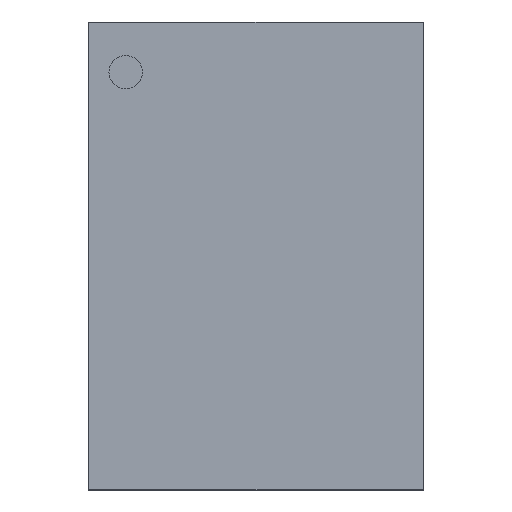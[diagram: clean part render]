
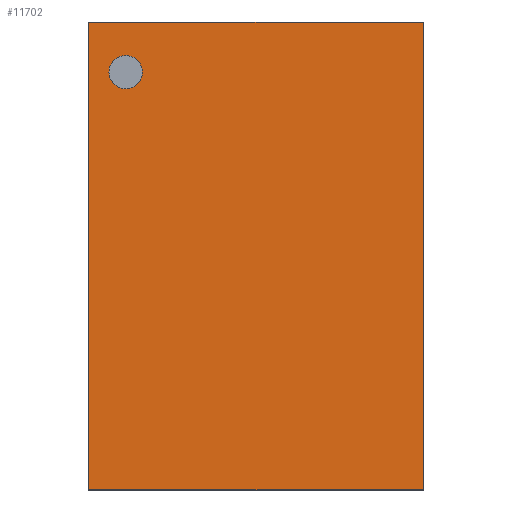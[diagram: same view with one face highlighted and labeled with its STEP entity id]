
A CAD part, top view. The second image highlights one B-rep face of the part: STEP entity #11702.
In plain terms, the highlighted free-form (B-spline) face has degree [1, 1] with [2, 2] control points.
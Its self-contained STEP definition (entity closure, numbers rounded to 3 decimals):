
#11588=CARTESIAN_POINT('',(-1.7,2.75,0.8));
#11589=VERTEX_POINT('',#11588);
#11598=CARTESIAN_POINT('',(-2.2,2.75,0.8));
#11599=VERTEX_POINT('',#11598);
#11600=CARTESIAN_POINT('',(-1.95,2.75,0.8));
#11601=DIRECTION('',(0.0,0.0,-1.0));
#11602=DIRECTION('',(1.0,0.0,0.0));
#11603=AXIS2_PLACEMENT_3D('',#11600,#11601,#11602);
#11604=CIRCLE('',#11603,0.25);
#11605=EDGE_CURVE('',#11599,#11589,#11604,.T.);
#11639=CARTESIAN_POINT('',(-1.95,2.75,0.8));
#11640=DIRECTION('',(0.0,0.0,-1.0));
#11641=DIRECTION('',(1.0,0.0,0.0));
#11642=AXIS2_PLACEMENT_3D('',#11639,#11640,#11641);
#11643=CIRCLE('',#11642,0.25);
#11644=EDGE_CURVE('',#11589,#11599,#11643,.T.);
#11659=CARTESIAN_POINT('',(-2.5,-3.5,0.8));
#11660=CARTESIAN_POINT('',(2.5,-3.5,0.8));
#11661=CARTESIAN_POINT('',(-2.5,3.5,0.8));
#11662=CARTESIAN_POINT('',(2.5,3.5,0.8));
#11663=B_SPLINE_SURFACE_WITH_KNOTS('',1,1,((#11659,#11661),(#11660,#11662)),.UNSPECIFIED.,.F.,.F.,.U.,(2,2),(2,2),(0.0,5.0),(0.0,7.0),.UNSPECIFIED.);
#11664=CARTESIAN_POINT('',(2.5,3.5,0.8));
#11665=VERTEX_POINT('',#11664);
#11666=CARTESIAN_POINT('',(2.5,-3.5,0.8));
#11667=VERTEX_POINT('',#11666);
#11668=CARTESIAN_POINT('',(2.5,3.5,0.8));
#11669=DIRECTION('',(0.0,-1.0,0.0));
#11670=VECTOR('',#11669,7.0);
#11671=LINE('',#11668,#11670);
#11672=EDGE_CURVE('',#11665,#11667,#11671,.T.);
#11673=ORIENTED_EDGE('',*,*,#11672,.F.);
#11674=CARTESIAN_POINT('',(-2.5,3.5,0.8));
#11675=VERTEX_POINT('',#11674);
#11676=CARTESIAN_POINT('',(-2.5,3.5,0.8));
#11677=DIRECTION('',(1.0,0.0,0.0));
#11678=VECTOR('',#11677,5.0);
#11679=LINE('',#11676,#11678);
#11680=EDGE_CURVE('',#11675,#11665,#11679,.T.);
#11681=ORIENTED_EDGE('',*,*,#11680,.F.);
#11682=CARTESIAN_POINT('',(-2.5,-3.5,0.8));
#11683=VERTEX_POINT('',#11682);
#11684=CARTESIAN_POINT('',(-2.5,-3.5,0.8));
#11685=DIRECTION('',(0.0,1.0,0.0));
#11686=VECTOR('',#11685,7.0);
#11687=LINE('',#11684,#11686);
#11688=EDGE_CURVE('',#11683,#11675,#11687,.T.);
#11689=ORIENTED_EDGE('',*,*,#11688,.F.);
#11690=CARTESIAN_POINT('',(2.5,-3.5,0.8));
#11691=DIRECTION('',(-1.0,0.0,0.0));
#11692=VECTOR('',#11691,5.0);
#11693=LINE('',#11690,#11692);
#11694=EDGE_CURVE('',#11667,#11683,#11693,.T.);
#11695=ORIENTED_EDGE('',*,*,#11694,.F.);
#11696=EDGE_LOOP('',(#11673,#11681,#11689,#11695));
#11697=FACE_OUTER_BOUND('',#11696,.T.);
#11698=ORIENTED_EDGE('',*,*,#11644,.T.);
#11699=ORIENTED_EDGE('',*,*,#11605,.T.);
#11700=EDGE_LOOP('',(#11698,#11699));
#11701=FACE_BOUND('',#11700,.T.);
#11702=ADVANCED_FACE('',(#11697,#11701),#11663,.T.);
